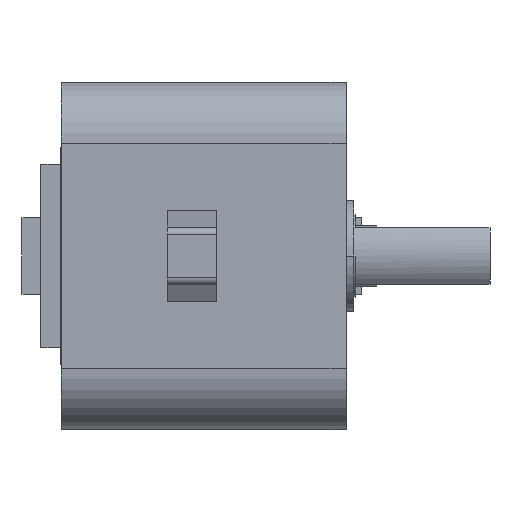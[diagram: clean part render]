
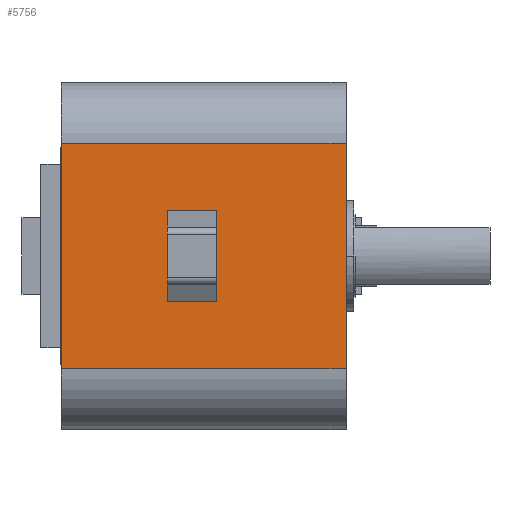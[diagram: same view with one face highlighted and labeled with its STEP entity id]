
A CAD part, left-side view. The second image highlights one B-rep face of the part: STEP entity #5756.
In plain terms, the highlighted planar face has unit normal (-1, 0, 0).
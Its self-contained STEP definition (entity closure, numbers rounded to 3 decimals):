
#71=DIRECTION('',(0.,0.,1.));
#72=VECTOR('',#71,14.7);
#73=CARTESIAN_POINT('',(-15.5,18.6,-7.35));
#74=LINE('',#73,#72);
#162=DIRECTION('',(0.,0.,1.));
#163=VECTOR('',#162,14.7);
#164=CARTESIAN_POINT('',(-15.5,0.,-7.35));
#165=LINE('',#164,#163);
#2229=DIRECTION('',(0.,1.,0.));
#2230=VECTOR('',#2229,18.6);
#2231=CARTESIAN_POINT('',(-15.5,0.,7.35));
#2232=LINE('',#2231,#2230);
#2236=DIRECTION('',(0.,1.,0.));
#2237=VECTOR('',#2236,18.6);
#2238=CARTESIAN_POINT('',(-15.5,0.,-7.35));
#2239=LINE('',#2238,#2237);
#2243=DIRECTION('',(0.,0.,1.));
#2244=VECTOR('',#2243,6.);
#2245=CARTESIAN_POINT('',(-15.5,8.48,-3.));
#2246=LINE('',#2245,#2244);
#2250=DIRECTION('',(0.,1.,0.));
#2251=VECTOR('',#2250,3.2);
#2252=CARTESIAN_POINT('',(-15.5,8.48,3.));
#2253=LINE('',#2252,#2251);
#2257=DIRECTION('',(0.,0.,1.));
#2258=VECTOR('',#2257,6.);
#2259=CARTESIAN_POINT('',(-15.5,11.68,-3.));
#2260=LINE('',#2259,#2258);
#2264=DIRECTION('',(0.,1.,0.));
#2265=VECTOR('',#2264,3.2);
#2266=CARTESIAN_POINT('',(-15.5,8.48,-3.));
#2267=LINE('',#2266,#2265);
#2815=CARTESIAN_POINT('',(-15.5,0.,-7.35));
#2817=VERTEX_POINT('',#2815);
#2818=CARTESIAN_POINT('',(-15.5,0.,7.35));
#2819=VERTEX_POINT('',#2818);
#2839=CARTESIAN_POINT('',(-15.5,18.6,-7.35));
#2841=VERTEX_POINT('',#2839);
#2842=CARTESIAN_POINT('',(-15.5,18.6,7.35));
#2843=VERTEX_POINT('',#2842);
#3278=CARTESIAN_POINT('',(-15.5,8.48,-3.));
#3279=CARTESIAN_POINT('',(-15.5,8.48,3.));
#3280=VERTEX_POINT('',#3278);
#3281=VERTEX_POINT('',#3279);
#3282=CARTESIAN_POINT('',(-15.5,11.68,-3.));
#3283=CARTESIAN_POINT('',(-15.5,11.68,3.));
#3284=VERTEX_POINT('',#3282);
#3285=VERTEX_POINT('',#3283);
#5735=CARTESIAN_POINT('',(-15.5,0.,-7.35));
#5736=DIRECTION('',(-1.,0.,0.));
#5737=DIRECTION('',(0.,0.,1.));
#5738=AXIS2_PLACEMENT_3D('',#5735,#5736,#5737);
#5739=PLANE('',#5738);
#5740=ORIENTED_EDGE('',*,*,#3348,.F.);
#5741=ORIENTED_EDGE('',*,*,#3435,.T.);
#5742=ORIENTED_EDGE('',*,*,#3299,.T.);
#5743=ORIENTED_EDGE('',*,*,#5728,.F.);
#5744=EDGE_LOOP('',(#5740,#5741,#5742,#5743));
#5745=FACE_OUTER_BOUND('',#5744,.F.);
#5747=ORIENTED_EDGE('',*,*,#5746,.T.);
#5749=ORIENTED_EDGE('',*,*,#5748,.T.);
#5751=ORIENTED_EDGE('',*,*,#5750,.F.);
#5753=ORIENTED_EDGE('',*,*,#5752,.F.);
#5754=EDGE_LOOP('',(#5747,#5749,#5751,#5753));
#5755=FACE_BOUND('',#5754,.F.);
#5756=ADVANCED_FACE('',(#5745,#5755),#5739,.T.);
#3299=EDGE_CURVE('',#2841,#2843,#74,.T.);
#3348=EDGE_CURVE('',#2817,#2819,#165,.T.);
#3435=EDGE_CURVE('',#2817,#2841,#2239,.T.);
#5728=EDGE_CURVE('',#2819,#2843,#2232,.T.);
#5746=EDGE_CURVE('',#3280,#3281,#2246,.T.);
#5748=EDGE_CURVE('',#3281,#3285,#2253,.T.);
#5750=EDGE_CURVE('',#3284,#3285,#2260,.T.);
#5752=EDGE_CURVE('',#3280,#3284,#2267,.T.);
